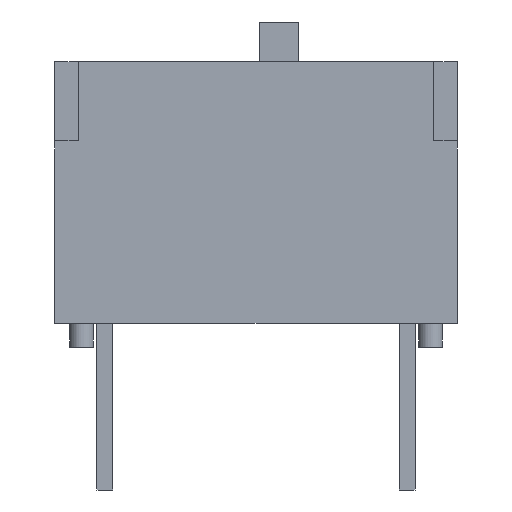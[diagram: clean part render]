
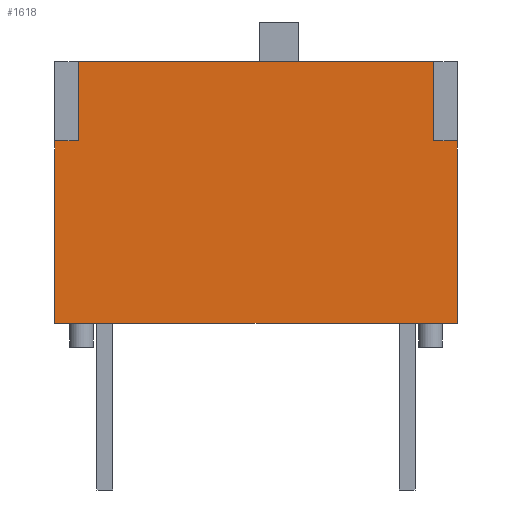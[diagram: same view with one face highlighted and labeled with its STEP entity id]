
A CAD part, front view. The second image highlights one B-rep face of the part: STEP entity #1618.
In plain terms, the highlighted planar face has unit normal (0, -1, 0).
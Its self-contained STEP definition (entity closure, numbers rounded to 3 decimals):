
#50=FACE_OUTER_BOUND($,#154,.T.);
#154=EDGE_LOOP($,(#1083,#1084,#1085,#1086,#1087,#1088,#1089,#1090));
#260=LINE($,#2308,#476);
#272=LINE($,#2331,#488);
#273=LINE($,#2334,#489);
#274=LINE($,#2336,#490);
#275=LINE($,#2338,#491);
#276=LINE($,#2340,#492);
#277=LINE($,#2341,#493);
#278=LINE($,#2342,#494);
#476=VECTOR($,#1865,4.6);
#488=VECTOR($,#1881,4.6);
#489=VECTOR($,#1884,0.6);
#490=VECTOR($,#1885,2.);
#491=VECTOR($,#1886,8.96);
#492=VECTOR($,#1887,2.);
#493=VECTOR($,#1888,0.6);
#494=VECTOR($,#1889,10.16);
#692=VERTEX_POINT($,#2305);
#693=VERTEX_POINT($,#2307);
#701=VERTEX_POINT($,#2327);
#702=VERTEX_POINT($,#2329);
#703=VERTEX_POINT($,#2333);
#704=VERTEX_POINT($,#2335);
#705=VERTEX_POINT($,#2337);
#706=VERTEX_POINT($,#2339);
#844=EDGE_CURVE($,#693,#692,#260,.T.);
#856=EDGE_CURVE($,#702,#701,#272,.T.);
#857=EDGE_CURVE($,#692,#703,#273,.T.);
#858=EDGE_CURVE($,#703,#704,#274,.T.);
#859=EDGE_CURVE($,#704,#705,#275,.T.);
#860=EDGE_CURVE($,#705,#706,#276,.T.);
#861=EDGE_CURVE($,#706,#701,#277,.T.);
#862=EDGE_CURVE($,#702,#693,#278,.T.);
#1083=ORIENTED_EDGE($,*,*,#857,.T.);
#1084=ORIENTED_EDGE($,*,*,#858,.T.);
#1085=ORIENTED_EDGE($,*,*,#859,.T.);
#1086=ORIENTED_EDGE($,*,*,#860,.T.);
#1087=ORIENTED_EDGE($,*,*,#861,.T.);
#1088=ORIENTED_EDGE($,*,*,#856,.F.);
#1089=ORIENTED_EDGE($,*,*,#862,.T.);
#1090=ORIENTED_EDGE($,*,*,#844,.T.);
#1518=PLANE($,#1751);
#1618=ADVANCED_FACE($,(#50),#1518,.T.);
#1751=AXIS2_PLACEMENT_3D($,#2332,#1882,#1883);
#1865=DIRECTION($,(0.,0.,1.));
#1881=DIRECTION($,(0.,0.,1.));
#1882=DIRECTION('center_axis',(0.,-1.,0.));
#1883=DIRECTION('ref_axis',(0.,0.,-1.));
#1884=DIRECTION($,(-1.,0.,0.));
#1885=DIRECTION($,(0.,0.,1.));
#1886=DIRECTION($,(-1.,0.,0.));
#1887=DIRECTION($,(0.,0.,-1.));
#1888=DIRECTION($,(-1.,0.,0.));
#1889=DIRECTION($,(1.,0.,0.));
#2305=CARTESIAN_POINT('',(5.08,-2.5,5.2));
#2307=CARTESIAN_POINT('',(5.08,-2.5,0.6));
#2308=CARTESIAN_POINT($,(5.08,-2.5,0.));
#2327=CARTESIAN_POINT('',(-5.08,-2.5,5.2));
#2329=CARTESIAN_POINT('',(-5.08,-2.5,0.6));
#2331=CARTESIAN_POINT($,(-5.08,-2.5,0.));
#2332=CARTESIAN_POINT('Origin',(5.08,-2.5,0.));
#2333=CARTESIAN_POINT('',(4.48,-2.5,5.2));
#2334=CARTESIAN_POINT($,(5.08,-2.5,5.2));
#2335=CARTESIAN_POINT('',(4.48,-2.5,7.2));
#2336=CARTESIAN_POINT($,(4.48,-2.5,3.1));
#2337=CARTESIAN_POINT('',(-4.48,-2.5,7.2));
#2338=CARTESIAN_POINT($,(-5.08,-2.5,7.2));
#2339=CARTESIAN_POINT('',(-4.48,-2.5,5.2));
#2340=CARTESIAN_POINT($,(-4.48,-2.5,3.1));
#2341=CARTESIAN_POINT($,(0.3,-2.5,5.2));
#2342=CARTESIAN_POINT($,(-5.08,-2.5,0.6));
